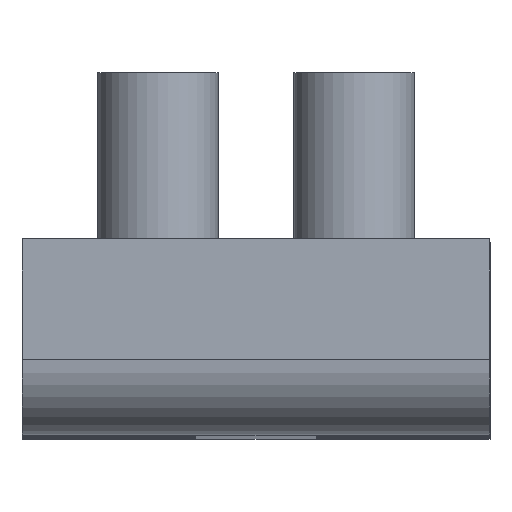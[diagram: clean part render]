
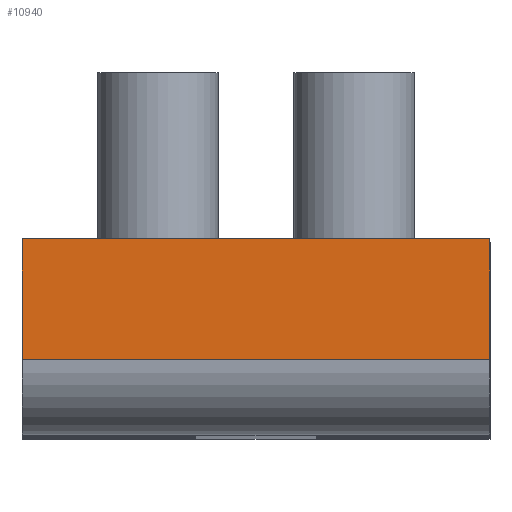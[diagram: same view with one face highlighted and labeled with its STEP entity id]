
A CAD part, top view. The second image highlights one B-rep face of the part: STEP entity #10940.
In plain terms, the highlighted face is planar.
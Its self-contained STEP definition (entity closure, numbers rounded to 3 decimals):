
#410=CARTESIAN_POINT('',(35.,42.,0.));
#420=DIRECTION('',(0.,1.,0.));
#430=VECTOR('',#420,1.);
#440=LINE('',#410,#430);
#450=CARTESIAN_POINT('',(35.,42.,0.));
#460=VERTEX_POINT('',#450);
#470=CARTESIAN_POINT('',(35.,50.,0.));
#480=VERTEX_POINT('',#470);
#490=EDGE_CURVE('',#460,#480,#440,.T.);
#1290=CARTESIAN_POINT('',(35.,42.,-31.));
#1300=VERTEX_POINT('',#1290);
#1470=CARTESIAN_POINT('',(35.,50.,-31.));
#1480=VERTEX_POINT('',#1470);
#1510=CARTESIAN_POINT('',(35.,42.,-31.));
#1520=DIRECTION('',(0.,1.,0.));
#1530=VECTOR('',#1520,1.);
#1540=LINE('',#1510,#1530);
#1550=EDGE_CURVE('',#1300,#1480,#1540,.T.);
#2100=CARTESIAN_POINT('',(35.,42.,0.));
#2110=DIRECTION('',(-0.,-0.,-1.));
#2120=VECTOR('',#2110,1.);
#2130=LINE('',#2100,#2120);
#2140=EDGE_CURVE('',#460,#1300,#2130,.T.);
#7650=CARTESIAN_POINT('',(35.,50.,0.));
#7660=DIRECTION('',(-0.,-0.,-1.));
#7670=VECTOR('',#7660,1.);
#7680=LINE('',#7650,#7670);
#7690=EDGE_CURVE('',#480,#1480,#7680,.T.);
#10830=CARTESIAN_POINT('',(35.,42.,0.));
#10840=DIRECTION('',(1.,0.,0.));
#10850=DIRECTION('',(0.,-1.,0.));
#10860=AXIS2_PLACEMENT_3D('',#10830,#10840,#10850);
#10870=PLANE('',#10860);
#10880=ORIENTED_EDGE('',*,*,#490,.T.);
#10890=ORIENTED_EDGE('',*,*,#2140,.F.);
#10900=ORIENTED_EDGE('',*,*,#1550,.F.);
#10910=ORIENTED_EDGE('',*,*,#7690,.T.);
#10920=EDGE_LOOP('',(#10910,#10900,#10890,#10880));
#10930=FACE_OUTER_BOUND('',#10920,.T.);
#10940=ADVANCED_FACE('',(#10930),#10870,.F.);
